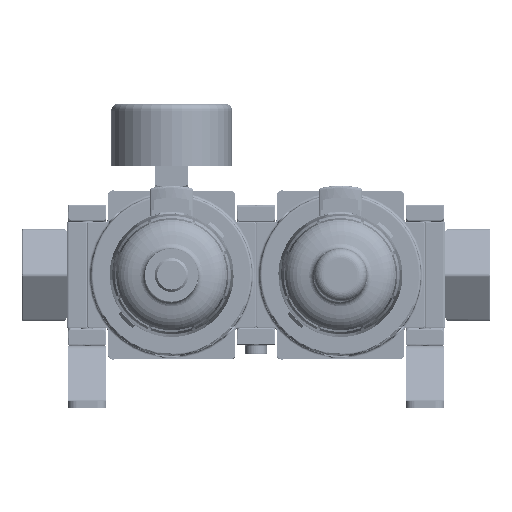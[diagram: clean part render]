
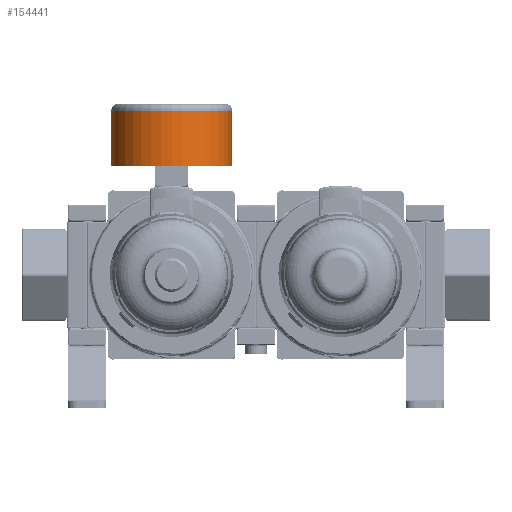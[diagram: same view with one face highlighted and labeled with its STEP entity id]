
A CAD part, front view. The second image highlights one B-rep face of the part: STEP entity #154441.
In plain terms, the highlighted cylindrical face has radius 25 mm (diameter 50 mm), a partial arc.
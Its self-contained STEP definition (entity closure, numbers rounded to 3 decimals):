
#51835=CARTESIAN_POINT('',(0.,0.,45.));
#51836=DIRECTION('',(0.,0.,1.));
#51837=DIRECTION('',(-1.,0.,0.));
#51838=AXIS2_PLACEMENT_3D('',#51835,#51836,#51837);
#51856=DIRECTION('',(0.,0.,1.));
#51857=VECTOR('',#51856,23.2);
#51858=CARTESIAN_POINT('',(-25.,0.,45.));
#51859=LINE('',#51858,#51857);
#51860=DIRECTION('',(0.,0.,-1.));
#51861=VECTOR('',#51860,23.2);
#51862=CARTESIAN_POINT('',(25.,0.,68.2));
#51863=LINE('',#51862,#51861);
#51869=CARTESIAN_POINT('',(0.,0.,68.2));
#51870=DIRECTION('',(0.,0.,-1.));
#51871=DIRECTION('',(1.,0.,0.));
#51872=AXIS2_PLACEMENT_3D('',#51869,#51870,#51871);
#79178=CARTESIAN_POINT('',(25.,0.,45.));
#79179=CARTESIAN_POINT('',(-25.,0.,45.));
#79180=VERTEX_POINT('',#79178);
#79181=VERTEX_POINT('',#79179);
#79182=CARTESIAN_POINT('',(25.,0.,68.2));
#79183=VERTEX_POINT('',#79182);
#79184=CARTESIAN_POINT('',(-25.,0.,68.2));
#79185=VERTEX_POINT('',#79184);
#154429=CARTESIAN_POINT('',(0.,0.,45.));
#154430=DIRECTION('',(0.,0.,1.));
#154431=DIRECTION('',(1.,0.,0.));
#154432=AXIS2_PLACEMENT_3D('',#154429,#154430,#154431);
#154433=CYLINDRICAL_SURFACE('',#154432,25.);
#154434=ORIENTED_EDGE('',*,*,#154423,.T.);
#154436=ORIENTED_EDGE('',*,*,#154435,.F.);
#154437=ORIENTED_EDGE('',*,*,#154419,.T.);
#154438=ORIENTED_EDGE('',*,*,#154402,.F.);
#154439=EDGE_LOOP('',(#154434,#154436,#154437,#154438));
#154440=FACE_OUTER_BOUND('',#154439,.F.);
#154441=ADVANCED_FACE('',(#154440),#154433,.T.);
#51839=CIRCLE('',#51838,25.);
#51873=CIRCLE('',#51872,25.);
#154402=EDGE_CURVE('',#79181,#79180,#51839,.T.);
#154419=EDGE_CURVE('',#79183,#79180,#51863,.T.);
#154423=EDGE_CURVE('',#79181,#79185,#51859,.T.);
#154435=EDGE_CURVE('',#79183,#79185,#51873,.T.);
